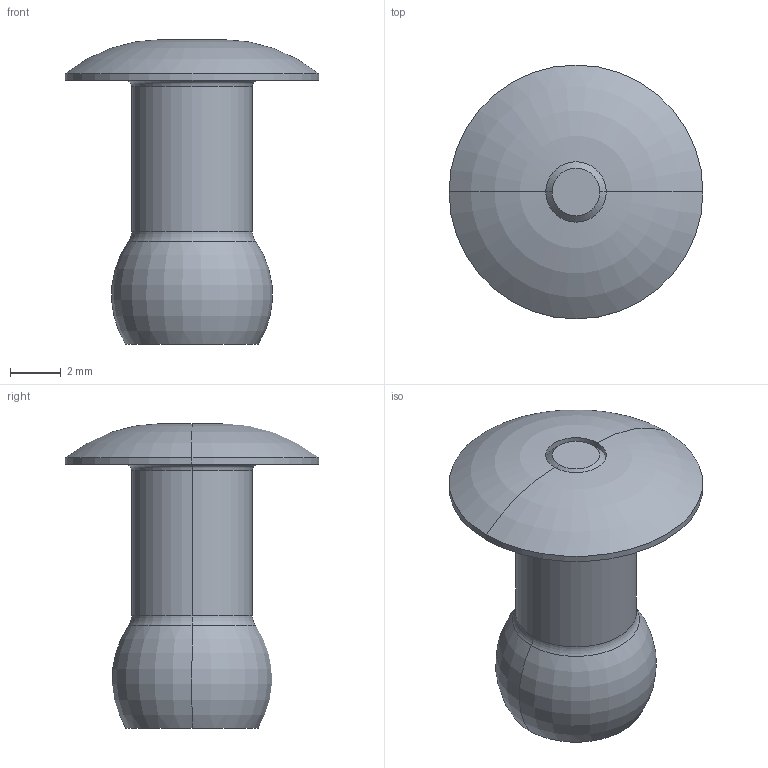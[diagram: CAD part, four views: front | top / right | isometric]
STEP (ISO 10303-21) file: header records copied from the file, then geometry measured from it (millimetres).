
FILE_DESCRIPTION (( 'STEP AP203' ), '1' );
FILE_NAME ('REV-29-2971.STEP', '2022-12-16T17:32:04', ( '' ), ( '' ), 'SwSTEP 2.0', 'SolidWorks 2022', '' );
FILE_SCHEMA (( 'CONFIG_CONTROL_DESIGN' ));
Length unit declared in the file: inch
Products named in the file (1): REV-29-2971
Bounding box: 10.01 x 10.01 x 12.01 mm (x, y, z)
Volume: 289.7 mm3; surface area: 453.2 mm2
Topology: 1 solids, 1 shells, 33 faces, 72 edges, 41 vertices
Faces by surface type: torus 12, cylinder 10, bspline 4, cone 4, plane 3
Entity records: 1023 total; most frequent: CARTESIAN_POINT 217, DIRECTION 178, ORIENTED_EDGE 140, AXIS2_PLACEMENT_3D 82, EDGE_CURVE 70, CIRCLE 52, VERTEX_POINT 41, EDGE_LOOP 35
